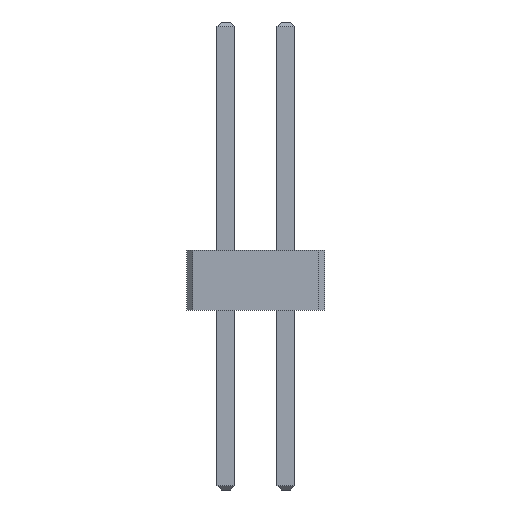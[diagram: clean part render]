
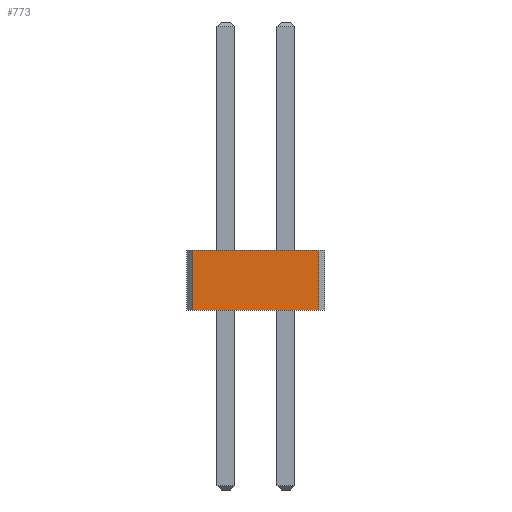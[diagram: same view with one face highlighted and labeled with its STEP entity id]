
A CAD part, front view. The second image highlights one B-rep face of the part: STEP entity #773.
In plain terms, the highlighted planar face has unit normal (0, -1, 0).
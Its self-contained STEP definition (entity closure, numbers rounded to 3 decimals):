
#13=DIRECTION('',(0.,0.,1.));
#27=VECTOR('',#13,1.);
#67=DIRECTION('',(1.,0.,0.));
#760=VERTEX_POINT('',#761);
#761=CARTESIAN_POINT('',(-0.55,-12.5,1.));
#764=EDGE_CURVE('',#765,#760,#767,.T.);
#765=VERTEX_POINT('',#766);
#766=CARTESIAN_POINT('',(-0.55,-12.5,0.));
#767=LINE('',#766,#27);
#773=ADVANCED_FACE('',(#774),#791,.F.);
#774=FACE_BOUND('',#775,.F.);
#775=EDGE_LOOP('',(#776,#777,#783,#788));
#776=ORIENTED_EDGE('',*,*,#764,.T.);
#777=ORIENTED_EDGE('',*,*,#778,.T.);
#778=EDGE_CURVE('',#760,#779,#781,.T.);
#779=VERTEX_POINT('',#780);
#780=CARTESIAN_POINT('',(1.55,-12.5,1.));
#781=LINE('',#761,#782);
#782=VECTOR('',#67,1.);
#783=ORIENTED_EDGE('',*,*,#784,.F.);
#784=EDGE_CURVE('',#785,#779,#787,.T.);
#785=VERTEX_POINT('',#786);
#786=CARTESIAN_POINT('',(1.55,-12.5,0.));
#787=LINE('',#786,#27);
#788=ORIENTED_EDGE('',*,*,#789,.F.);
#789=EDGE_CURVE('',#765,#785,#790,.T.);
#790=LINE('',#766,#782);
#791=PLANE('',#792);
#792=AXIS2_PLACEMENT_3D('',#766,#793,#67);
#793=DIRECTION('',(0.,1.,0.));
